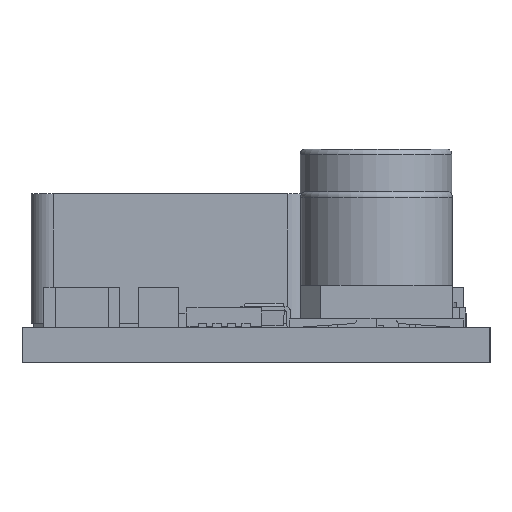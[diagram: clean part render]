
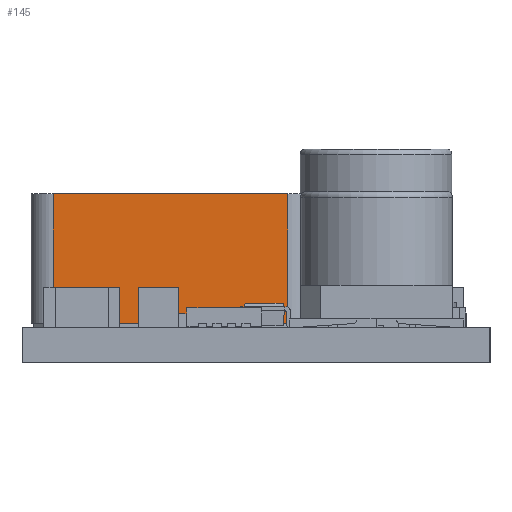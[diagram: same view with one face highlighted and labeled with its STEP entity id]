
A CAD part, left-side view. The second image highlights one B-rep face of the part: STEP entity #145.
In plain terms, the highlighted planar face has unit normal (-1, 0, 0).
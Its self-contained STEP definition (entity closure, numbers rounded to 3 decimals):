
#145 = ADVANCED_FACE ( 'NONE', ( #24200 ), #41676, .F. ) ;
#3852 = ORIENTED_EDGE ( 'NONE', *, *, #20128, .F. ) ;
#6269 = CARTESIAN_POINT ( 'NONE',  ( 12.8, 8.05, 1.77 ) ) ;
#6998 = ORIENTED_EDGE ( 'NONE', *, *, #8783, .T. ) ;
#7645 = VERTEX_POINT ( 'NONE', #27673 ) ;
#8783 = EDGE_CURVE ( 'NONE', #7645, #35550, #45952, .T. ) ;
#9457 = EDGE_LOOP ( 'NONE', ( #6998, #41697, #3852, #17601 ) ) ;
#11232 = CARTESIAN_POINT ( 'NONE',  ( 12.8, 9.05, 7.57 ) ) ;
#11858 = CARTESIAN_POINT ( 'NONE',  ( 12.8, 9.05, 1.77 ) ) ;
#12602 = EDGE_CURVE ( 'NONE', #7645, #33763, #42339, .T. ) ;
#12709 = DIRECTION ( 'NONE',  ( 0., 0., -1. ) ) ;
#13949 = CARTESIAN_POINT ( 'NONE',  ( 12.8, 19.55, 7.57 ) ) ;
#17601 = ORIENTED_EDGE ( 'NONE', *, *, #12602, .F. ) ;
#19467 = CARTESIAN_POINT ( 'NONE',  ( 12.8, 9.05, 7.57 ) ) ;
#19823 = AXIS2_PLACEMENT_3D ( 'NONE', #11232, #48714, #12709 ) ;
#20092 = CARTESIAN_POINT ( 'NONE',  ( 12.8, 9.05, 7.57 ) ) ;
#20128 = EDGE_CURVE ( 'NONE', #33763, #33004, #47237, .T. ) ;
#24200 = FACE_OUTER_BOUND ( 'NONE', #9457, .T. ) ;
#27115 = VECTOR ( 'NONE', #36877, 1000. ) ;
#27326 = VECTOR ( 'NONE', #42873, 1000. ) ;
#27673 = CARTESIAN_POINT ( 'NONE',  ( 12.8, 19.55, 7.57 ) ) ;
#31392 = DIRECTION ( 'NONE',  ( 0., 0., -1. ) ) ;
#33004 = VERTEX_POINT ( 'NONE', #11858 ) ;
#33763 = VERTEX_POINT ( 'NONE', #40896 ) ;
#35550 = VERTEX_POINT ( 'NONE', #41997 ) ;
#36877 = DIRECTION ( 'NONE',  ( 0., 1., 0. ) ) ;
#37015 = VECTOR ( 'NONE', #31392, 1000. ) ;
#37235 = LINE ( 'NONE', #6269, #27115 ) ;
#39321 = VECTOR ( 'NONE', #48404, 1000. ) ;
#40896 = CARTESIAN_POINT ( 'NONE',  ( 12.8, 9.05, 7.57 ) ) ;
#41676 = PLANE ( 'NONE',  #19823 ) ;
#41697 = ORIENTED_EDGE ( 'NONE', *, *, #45624, .F. ) ;
#41997 = CARTESIAN_POINT ( 'NONE',  ( 12.8, 19.55, 1.77 ) ) ;
#42339 = LINE ( 'NONE', #19467, #27326 ) ;
#42873 = DIRECTION ( 'NONE',  ( 0., -1., 0. ) ) ;
#45624 = EDGE_CURVE ( 'NONE', #33004, #35550, #37235, .T. ) ;
#45952 = LINE ( 'NONE', #13949, #39321 ) ;
#47237 = LINE ( 'NONE', #20092, #37015 ) ;
#48404 = DIRECTION ( 'NONE',  ( 0., 0., -1. ) ) ;
#48714 = DIRECTION ( 'NONE',  ( 1., 0., 0. ) ) ;
